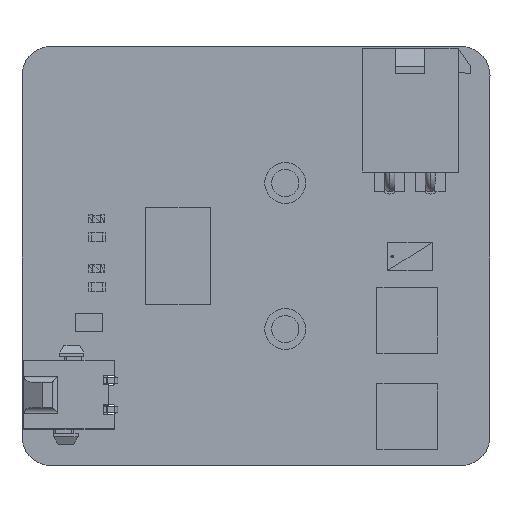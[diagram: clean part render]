
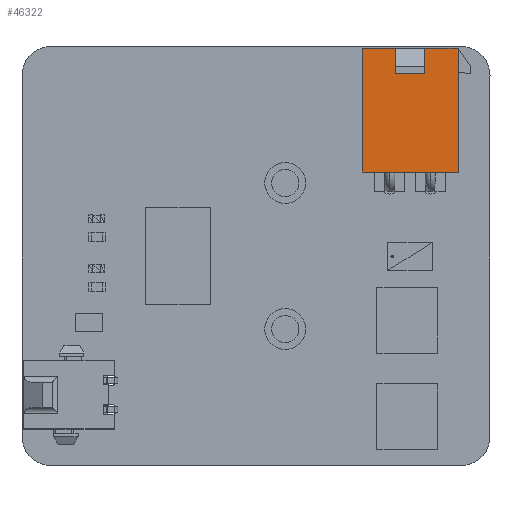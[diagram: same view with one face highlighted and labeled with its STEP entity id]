
A CAD part, top view. The second image highlights one B-rep face of the part: STEP entity #46322.
In plain terms, the highlighted face is planar.
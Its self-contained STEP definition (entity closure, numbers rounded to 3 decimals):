
#41665 = PLANE('',#41666);
#41666 = AXIS2_PLACEMENT_3D('',#41667,#41668,#41669);
#41667 = CARTESIAN_POINT('',(0.,0.,0.));
#41668 = DIRECTION('',(0.,0.,1.));
#41669 = DIRECTION('',(1.,0.,0.));
#41690 = VERTEX_POINT('',#41691);
#41691 = CARTESIAN_POINT('',(-4.928,2.858,0.));
#41705 = PLANE('',#41706);
#41706 = AXIS2_PLACEMENT_3D('',#41707,#41708,#41709);
#41707 = CARTESIAN_POINT('',(-4.928,2.858,0.));
#41708 = DIRECTION('',(-1.,0.,0.));
#41709 = DIRECTION('',(0.,-1.,0.));
#41717 = EDGE_CURVE('',#41718,#41690,#41720,.T.);
#41718 = VERTEX_POINT('',#41719);
#41719 = CARTESIAN_POINT('',(-1.499,2.858,0.));
#41720 = SURFACE_CURVE('',#41721,(#41725,#41732),.PCURVE_S1.);
#41721 = LINE('',#41722,#41723);
#41722 = CARTESIAN_POINT('',(-1.499,2.858,0.));
#41723 = VECTOR('',#41724,1.);
#41724 = DIRECTION('',(-1.,0.,0.));
#41725 = PCURVE('',#41665,#41726);
#41726 = DEFINITIONAL_REPRESENTATION('',(#41727),#41731);
#41727 = LINE('',#41728,#41729);
#41728 = CARTESIAN_POINT('',(-1.499,2.858));
#41729 = VECTOR('',#41730,1.);
#41730 = DIRECTION('',(-1.,0.));
#41731 = ( GEOMETRIC_REPRESENTATION_CONTEXT(2) 
PARAMETRIC_REPRESENTATION_CONTEXT() REPRESENTATION_CONTEXT('2D SPACE',''
  ) );
#41732 = PCURVE('',#41733,#41738);
#41733 = PLANE('',#41734);
#41734 = AXIS2_PLACEMENT_3D('',#41735,#41736,#41737);
#41735 = CARTESIAN_POINT('',(4.928,2.858,0.));
#41736 = DIRECTION('',(0.,1.,0.));
#41737 = DIRECTION('',(-1.,0.,0.));
#41738 = DEFINITIONAL_REPRESENTATION('',(#41739),#41743);
#41739 = LINE('',#41740,#41741);
#41740 = CARTESIAN_POINT('',(6.426,0.));
#41741 = VECTOR('',#41742,1.);
#41742 = DIRECTION('',(1.,0.));
#41743 = ( GEOMETRIC_REPRESENTATION_CONTEXT(2) 
PARAMETRIC_REPRESENTATION_CONTEXT() REPRESENTATION_CONTEXT('2D SPACE',''
  ) );
#41746 = VERTEX_POINT('',#41747);
#41747 = CARTESIAN_POINT('',(1.499,2.858,0.));
#41773 = EDGE_CURVE('',#41774,#41746,#41776,.T.);
#41774 = VERTEX_POINT('',#41775);
#41775 = CARTESIAN_POINT('',(4.928,2.858,0.));
#41776 = SURFACE_CURVE('',#41777,(#41781,#41788),.PCURVE_S1.);
#41777 = LINE('',#41778,#41779);
#41778 = CARTESIAN_POINT('',(4.928,2.858,0.));
#41779 = VECTOR('',#41780,1.);
#41780 = DIRECTION('',(-1.,0.,0.));
#41781 = PCURVE('',#41665,#41782);
#41782 = DEFINITIONAL_REPRESENTATION('',(#41783),#41787);
#41783 = LINE('',#41784,#41785);
#41784 = CARTESIAN_POINT('',(4.928,2.858));
#41785 = VECTOR('',#41786,1.);
#41786 = DIRECTION('',(-1.,0.));
#41787 = ( GEOMETRIC_REPRESENTATION_CONTEXT(2) 
PARAMETRIC_REPRESENTATION_CONTEXT() REPRESENTATION_CONTEXT('2D SPACE',''
  ) );
#41788 = PCURVE('',#41733,#41789);
#41789 = DEFINITIONAL_REPRESENTATION('',(#41790),#41794);
#41790 = LINE('',#41791,#41792);
#41791 = CARTESIAN_POINT('',(0.,0.));
#41792 = VECTOR('',#41793,1.);
#41793 = DIRECTION('',(1.,0.));
#41794 = ( GEOMETRIC_REPRESENTATION_CONTEXT(2) 
PARAMETRIC_REPRESENTATION_CONTEXT() REPRESENTATION_CONTEXT('2D SPACE',''
  ) );
#41812 = PLANE('',#41813);
#41813 = AXIS2_PLACEMENT_3D('',#41814,#41815,#41816);
#41814 = CARTESIAN_POINT('',(4.928,-2.858,0.));
#41815 = DIRECTION('',(1.,0.,0.));
#41816 = DIRECTION('',(0.,1.,0.));
#42509 = VERTEX_POINT('',#42510);
#42510 = CARTESIAN_POINT('',(-4.928,2.858,-12.7));
#42524 = PLANE('',#42525);
#42525 = AXIS2_PLACEMENT_3D('',#42526,#42527,#42528);
#42526 = CARTESIAN_POINT('',(0.,0.,-12.7));
#42527 = DIRECTION('',(0.,0.,1.));
#42528 = DIRECTION('',(1.,0.,0.));
#42536 = EDGE_CURVE('',#41690,#42509,#42537,.T.);
#42537 = SURFACE_CURVE('',#42538,(#42542,#42549),.PCURVE_S1.);
#42538 = LINE('',#42539,#42540);
#42539 = CARTESIAN_POINT('',(-4.928,2.858,0.));
#42540 = VECTOR('',#42541,1.);
#42541 = DIRECTION('',(0.,0.,-1.));
#42542 = PCURVE('',#41705,#42543);
#42543 = DEFINITIONAL_REPRESENTATION('',(#42544),#42548);
#42544 = LINE('',#42545,#42546);
#42545 = CARTESIAN_POINT('',(0.,0.));
#42546 = VECTOR('',#42547,1.);
#42547 = DIRECTION('',(0.,-1.));
#42548 = ( GEOMETRIC_REPRESENTATION_CONTEXT(2) 
PARAMETRIC_REPRESENTATION_CONTEXT() REPRESENTATION_CONTEXT('2D SPACE',''
  ) );
#42549 = PCURVE('',#41733,#42550);
#42550 = DEFINITIONAL_REPRESENTATION('',(#42551),#42555);
#42551 = LINE('',#42552,#42553);
#42552 = CARTESIAN_POINT('',(9.855,0.));
#42553 = VECTOR('',#42554,1.);
#42554 = DIRECTION('',(0.,-1.));
#42555 = ( GEOMETRIC_REPRESENTATION_CONTEXT(2) 
PARAMETRIC_REPRESENTATION_CONTEXT() REPRESENTATION_CONTEXT('2D SPACE',''
  ) );
#46279 = EDGE_CURVE('',#41774,#46280,#46282,.T.);
#46280 = VERTEX_POINT('',#46281);
#46281 = CARTESIAN_POINT('',(4.928,2.858,-12.7));
#46282 = SURFACE_CURVE('',#46283,(#46287,#46294),.PCURVE_S1.);
#46283 = LINE('',#46284,#46285);
#46284 = CARTESIAN_POINT('',(4.928,2.858,0.));
#46285 = VECTOR('',#46286,1.);
#46286 = DIRECTION('',(0.,0.,-1.));
#46287 = PCURVE('',#41812,#46288);
#46288 = DEFINITIONAL_REPRESENTATION('',(#46289),#46293);
#46289 = LINE('',#46290,#46291);
#46290 = CARTESIAN_POINT('',(5.715,0.));
#46291 = VECTOR('',#46292,1.);
#46292 = DIRECTION('',(0.,-1.));
#46293 = ( GEOMETRIC_REPRESENTATION_CONTEXT(2) 
PARAMETRIC_REPRESENTATION_CONTEXT() REPRESENTATION_CONTEXT('2D SPACE',''
  ) );
#46294 = PCURVE('',#41733,#46295);
#46295 = DEFINITIONAL_REPRESENTATION('',(#46296),#46300);
#46296 = LINE('',#46297,#46298);
#46297 = CARTESIAN_POINT('',(0.,0.));
#46298 = VECTOR('',#46299,1.);
#46299 = DIRECTION('',(0.,-1.));
#46300 = ( GEOMETRIC_REPRESENTATION_CONTEXT(2) 
PARAMETRIC_REPRESENTATION_CONTEXT() REPRESENTATION_CONTEXT('2D SPACE',''
  ) );
#46322 = ADVANCED_FACE('',(#46323),#41733,.T.);
#46323 = FACE_BOUND('',#46324,.F.);
#46324 = EDGE_LOOP('',(#46325,#46353,#46354,#46355,#46376,#46377,#46378,
    #46406));
#46325 = ORIENTED_EDGE('',*,*,#46326,.F.);
#46326 = EDGE_CURVE('',#41718,#46327,#46329,.T.);
#46327 = VERTEX_POINT('',#46328);
#46328 = CARTESIAN_POINT('',(-1.499,2.858,-2.477));
#46329 = SURFACE_CURVE('',#46330,(#46334,#46341),.PCURVE_S1.);
#46330 = LINE('',#46331,#46332);
#46331 = CARTESIAN_POINT('',(-1.499,2.858,0.));
#46332 = VECTOR('',#46333,1.);
#46333 = DIRECTION('',(0.,0.,-1.));
#46334 = PCURVE('',#41733,#46335);
#46335 = DEFINITIONAL_REPRESENTATION('',(#46336),#46340);
#46336 = LINE('',#46337,#46338);
#46337 = CARTESIAN_POINT('',(6.426,0.));
#46338 = VECTOR('',#46339,1.);
#46339 = DIRECTION('',(0.,-1.));
#46340 = ( GEOMETRIC_REPRESENTATION_CONTEXT(2) 
PARAMETRIC_REPRESENTATION_CONTEXT() REPRESENTATION_CONTEXT('2D SPACE',''
  ) );
#46341 = PCURVE('',#46342,#46347);
#46342 = PLANE('',#46343);
#46343 = AXIS2_PLACEMENT_3D('',#46344,#46345,#46346);
#46344 = CARTESIAN_POINT('',(-1.499,0.,0.));
#46345 = DIRECTION('',(1.,0.,0.));
#46346 = DIRECTION('',(0.,0.,-1.));
#46347 = DEFINITIONAL_REPRESENTATION('',(#46348),#46352);
#46348 = LINE('',#46349,#46350);
#46349 = CARTESIAN_POINT('',(0.,2.858));
#46350 = VECTOR('',#46351,1.);
#46351 = DIRECTION('',(1.,0.));
#46352 = ( GEOMETRIC_REPRESENTATION_CONTEXT(2) 
PARAMETRIC_REPRESENTATION_CONTEXT() REPRESENTATION_CONTEXT('2D SPACE',''
  ) );
#46353 = ORIENTED_EDGE('',*,*,#41717,.T.);
#46354 = ORIENTED_EDGE('',*,*,#42536,.T.);
#46355 = ORIENTED_EDGE('',*,*,#46356,.F.);
#46356 = EDGE_CURVE('',#46280,#42509,#46357,.T.);
#46357 = SURFACE_CURVE('',#46358,(#46362,#46369),.PCURVE_S1.);
#46358 = LINE('',#46359,#46360);
#46359 = CARTESIAN_POINT('',(4.928,2.858,-12.7));
#46360 = VECTOR('',#46361,1.);
#46361 = DIRECTION('',(-1.,0.,0.));
#46362 = PCURVE('',#41733,#46363);
#46363 = DEFINITIONAL_REPRESENTATION('',(#46364),#46368);
#46364 = LINE('',#46365,#46366);
#46365 = CARTESIAN_POINT('',(0.,-12.7));
#46366 = VECTOR('',#46367,1.);
#46367 = DIRECTION('',(1.,0.));
#46368 = ( GEOMETRIC_REPRESENTATION_CONTEXT(2) 
PARAMETRIC_REPRESENTATION_CONTEXT() REPRESENTATION_CONTEXT('2D SPACE',''
  ) );
#46369 = PCURVE('',#42524,#46370);
#46370 = DEFINITIONAL_REPRESENTATION('',(#46371),#46375);
#46371 = LINE('',#46372,#46373);
#46372 = CARTESIAN_POINT('',(4.928,2.858));
#46373 = VECTOR('',#46374,1.);
#46374 = DIRECTION('',(-1.,0.));
#46375 = ( GEOMETRIC_REPRESENTATION_CONTEXT(2) 
PARAMETRIC_REPRESENTATION_CONTEXT() REPRESENTATION_CONTEXT('2D SPACE',''
  ) );
#46376 = ORIENTED_EDGE('',*,*,#46279,.F.);
#46377 = ORIENTED_EDGE('',*,*,#41773,.T.);
#46378 = ORIENTED_EDGE('',*,*,#46379,.T.);
#46379 = EDGE_CURVE('',#41746,#46380,#46382,.T.);
#46380 = VERTEX_POINT('',#46381);
#46381 = CARTESIAN_POINT('',(1.499,2.858,-2.477));
#46382 = SURFACE_CURVE('',#46383,(#46387,#46394),.PCURVE_S1.);
#46383 = LINE('',#46384,#46385);
#46384 = CARTESIAN_POINT('',(1.499,2.858,0.));
#46385 = VECTOR('',#46386,1.);
#46386 = DIRECTION('',(0.,0.,-1.));
#46387 = PCURVE('',#41733,#46388);
#46388 = DEFINITIONAL_REPRESENTATION('',(#46389),#46393);
#46389 = LINE('',#46390,#46391);
#46390 = CARTESIAN_POINT('',(3.429,0.));
#46391 = VECTOR('',#46392,1.);
#46392 = DIRECTION('',(0.,-1.));
#46393 = ( GEOMETRIC_REPRESENTATION_CONTEXT(2) 
PARAMETRIC_REPRESENTATION_CONTEXT() REPRESENTATION_CONTEXT('2D SPACE',''
  ) );
#46394 = PCURVE('',#46395,#46400);
#46395 = PLANE('',#46396);
#46396 = AXIS2_PLACEMENT_3D('',#46397,#46398,#46399);
#46397 = CARTESIAN_POINT('',(1.499,0.,0.));
#46398 = DIRECTION('',(1.,0.,0.));
#46399 = DIRECTION('',(0.,0.,-1.));
#46400 = DEFINITIONAL_REPRESENTATION('',(#46401),#46405);
#46401 = LINE('',#46402,#46403);
#46402 = CARTESIAN_POINT('',(0.,2.858));
#46403 = VECTOR('',#46404,1.);
#46404 = DIRECTION('',(1.,0.));
#46405 = ( GEOMETRIC_REPRESENTATION_CONTEXT(2) 
PARAMETRIC_REPRESENTATION_CONTEXT() REPRESENTATION_CONTEXT('2D SPACE',''
  ) );
#46406 = ORIENTED_EDGE('',*,*,#46407,.F.);
#46407 = EDGE_CURVE('',#46327,#46380,#46408,.T.);
#46408 = SURFACE_CURVE('',#46409,(#46413,#46420),.PCURVE_S1.);
#46409 = LINE('',#46410,#46411);
#46410 = CARTESIAN_POINT('',(-1.499,2.858,-2.477));
#46411 = VECTOR('',#46412,1.);
#46412 = DIRECTION('',(1.,0.,0.));
#46413 = PCURVE('',#41733,#46414);
#46414 = DEFINITIONAL_REPRESENTATION('',(#46415),#46419);
#46415 = LINE('',#46416,#46417);
#46416 = CARTESIAN_POINT('',(6.426,-2.477));
#46417 = VECTOR('',#46418,1.);
#46418 = DIRECTION('',(-1.,0.));
#46419 = ( GEOMETRIC_REPRESENTATION_CONTEXT(2) 
PARAMETRIC_REPRESENTATION_CONTEXT() REPRESENTATION_CONTEXT('2D SPACE',''
  ) );
#46420 = PCURVE('',#46421,#46426);
#46421 = PLANE('',#46422);
#46422 = AXIS2_PLACEMENT_3D('',#46423,#46424,#46425);
#46423 = CARTESIAN_POINT('',(-1.499,2.858,-2.477));
#46424 = DIRECTION('',(0.,-0.087,-0.996));
#46425 = DIRECTION('',(0.,0.996,-0.087));
#46426 = DEFINITIONAL_REPRESENTATION('',(#46427),#46431);
#46427 = LINE('',#46428,#46429);
#46428 = CARTESIAN_POINT('',(0.,0.));
#46429 = VECTOR('',#46430,1.);
#46430 = DIRECTION('',(0.,1.));
#46431 = ( GEOMETRIC_REPRESENTATION_CONTEXT(2) 
PARAMETRIC_REPRESENTATION_CONTEXT() REPRESENTATION_CONTEXT('2D SPACE',''
  ) );
